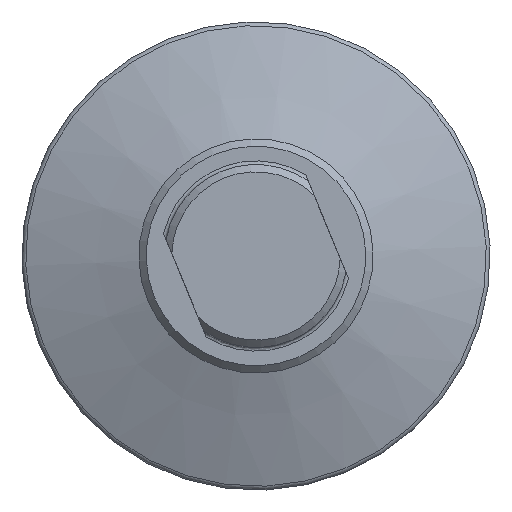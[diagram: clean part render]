
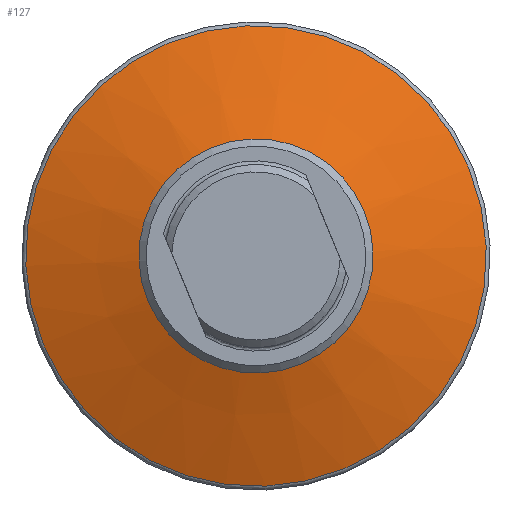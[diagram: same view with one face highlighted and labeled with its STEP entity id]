
A CAD part, front view. The second image highlights one B-rep face of the part: STEP entity #127.
In plain terms, the highlighted conical face has half-angle 70 degrees and reference radius 11 mm.
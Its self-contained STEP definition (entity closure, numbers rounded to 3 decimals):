
#127 = ADVANCED_FACE( '', ( #289, #290 ), #291, .T. );
#289 = FACE_OUTER_BOUND( '', #483, .T. );
#290 = FACE_BOUND( '', #484, .T. );
#291 = CONICAL_SURFACE( '', #485, 11., 1.222 );
#483 = EDGE_LOOP( '', ( #737 ) );
#484 = EDGE_LOOP( '', ( #738 ) );
#485 = AXIS2_PLACEMENT_3D( '', #739, #740, #741 );
#737 = ORIENTED_EDGE( '', *, *, #967, .T. );
#738 = ORIENTED_EDGE( '', *, *, #964, .T. );
#739 = CARTESIAN_POINT( '', ( 0., 6.807, 0. ) );
#740 = DIRECTION( '', ( 0., 1., 0. ) );
#741 = DIRECTION( '', ( 0.924, 0., 0.382 ) );
#964 = EDGE_CURVE( '', #1115, #1115, #1116, .T. );
#967 = EDGE_CURVE( '', #1120, #1120, #1121, .T. );
#1115 = VERTEX_POINT( '', #1335 );
#1116 = CIRCLE( '', #1336, 12.316 );
#1120 = VERTEX_POINT( '', #1340 );
#1121 = CIRCLE( '', #1341, 31.474 );
#1335 = CARTESIAN_POINT( '', ( 11.383, 7.286, 4.703 ) );
#1336 = AXIS2_PLACEMENT_3D( '', #1567, #1568, #1569 );
#1340 = CARTESIAN_POINT( '', ( -29.089, 14.258, -12.018 ) );
#1341 = AXIS2_PLACEMENT_3D( '', #1573, #1574, #1575 );
#1567 = CARTESIAN_POINT( '', ( 0., 7.286, 0. ) );
#1568 = DIRECTION( '', ( 0., 1., 0. ) );
#1569 = DIRECTION( '', ( 0.924, 0., 0.382 ) );
#1573 = CARTESIAN_POINT( '', ( 0., 14.258, 0. ) );
#1574 = DIRECTION( '', ( 0., -1., 0. ) );
#1575 = DIRECTION( '', ( -0.924, 0., -0.382 ) );
